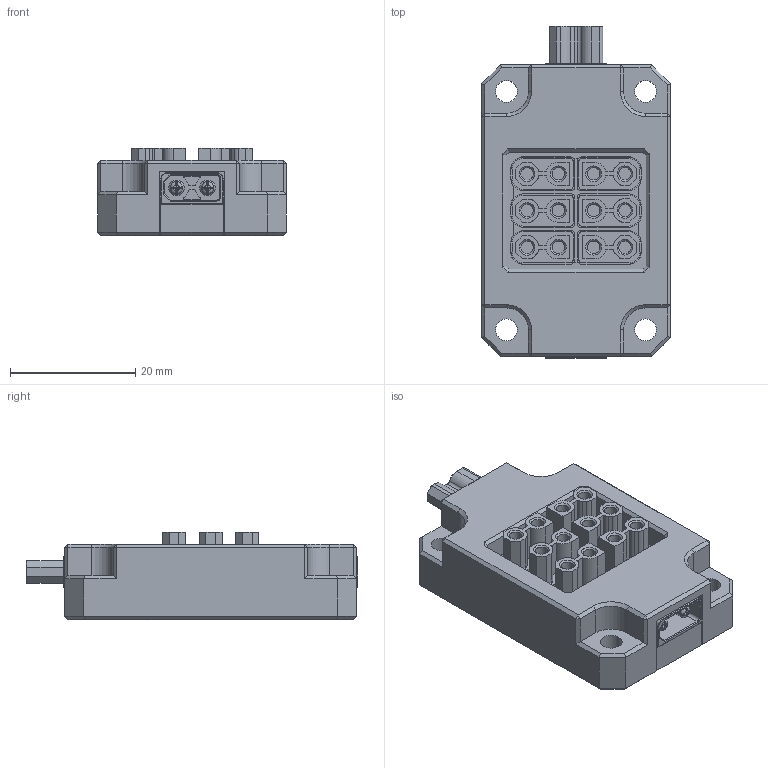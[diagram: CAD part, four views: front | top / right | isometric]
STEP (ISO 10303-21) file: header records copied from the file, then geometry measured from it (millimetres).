
FILE_DESCRIPTION(/* description */ (''),/* implementation_level */ '2;1');
FILE_NAME(/* name */ 'PWR-10001 (XT30 Wide).step',/* time_stamp */ '2024-11-03T12:17:38-06:00',/* author */ (''),/* organization */ (''),/* preprocessor_version */ 'ST-DEVELOPER v20',/* originating_system */ 'Autodesk Translation Framework v13.20.0.188',/* authorisation */ '');
FILE_SCHEMA (('AUTOMOTIVE_DESIGN { 1 0 10303 214 3 1 1 }'));
Length unit declared in the file: millimetre
Products named in the file (12): PWR-10001 - xt30 linkage wide enclosure; Enclosure; 95893A166_Flat Head Thread-Forming Screws for Plastic; xt30 linkage wide R01; Board; Packages; AMASS_XT30PW-M; XT30PWF; XT30PW-F_XT30PW-F; XT30UPB-F; STANDOFF_M2; LOGO_5MM_STEIN
Assembly tree (22 placements, depth 5):
  PWR-10001 - xt30 linkage wide enclosure
    Enclosure
      95893A166_Flat Head Thread-Forming Screws for Plastic  x4
    xt30 linkage wide R01
      Board
      Packages
        AMASS_XT30PW-M
        XT30PWF
          XT30PW-F_XT30PW-F
        XT30UPB-F  x6
        STANDOFF_M2  x4
        LOGO_5MM_STEIN
Bounding box: 30.15 x 53.06 x 13.92 mm (x, y, z)
Volume: 11676.3 mm3; surface area: 15127.6 mm2
Topology: 25 solids, 25 shells, 1279 faces, 3230 edges, 2064 vertices
Faces by surface type: plane 661, cylinder 444, cone 92, bspline 46, torus 36
Full cylindrical faces by diameter (mm): 0.9 x8, 1 x4, 1.5 x4, 1.7 x6, 1.8 x12, 1.987 x4, 2 x36, 2.1 x2, 2.14 x24, 2.5 x14, 3.5 x4
Entity records: 26944 total; most frequent: CARTESIAN_POINT 7273, DIRECTION 4101, ORIENTED_EDGE 3936, EDGE_CURVE 1968, AXIS2_PLACEMENT_3D 1437, VERTEX_POINT 1237, LINE 1227, VECTOR 1227
